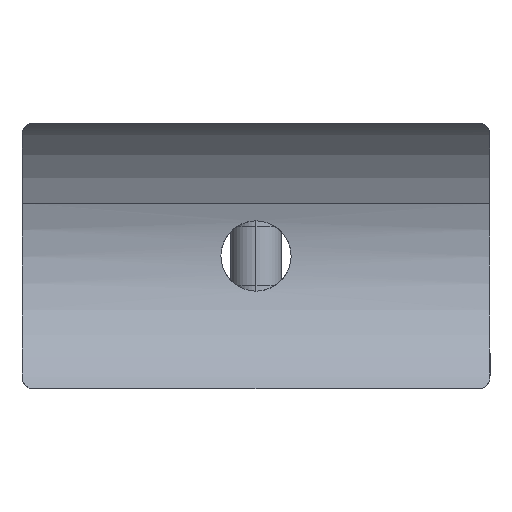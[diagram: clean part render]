
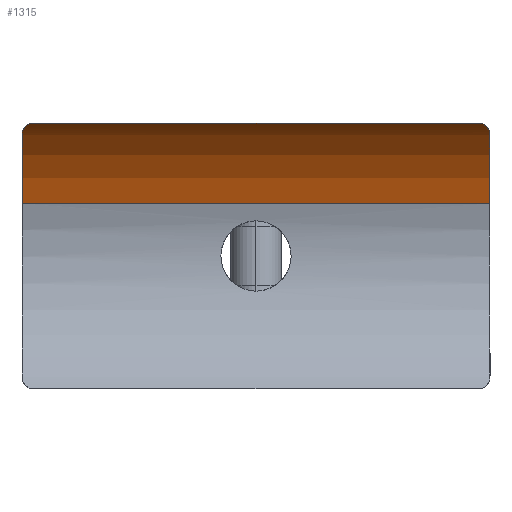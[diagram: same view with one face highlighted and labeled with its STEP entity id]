
A CAD part, left-side view. The second image highlights one B-rep face of the part: STEP entity #1315.
In plain terms, the highlighted cylindrical face has radius 21.2 mm (diameter 42.4 mm), a partial arc.
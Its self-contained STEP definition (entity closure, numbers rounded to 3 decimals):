
#10 = CARTESIAN_POINT ( 'NONE',  ( -62.437, 29.889, 16.126 ) ) ;
#143 = CARTESIAN_POINT ( 'NONE',  ( -56.103, -39., 6.75 ) ) ;
#149 = DIRECTION ( 'NONE',  ( 0., -1., 0. ) ) ;
#191 = VECTOR ( 'NONE', #1665, 1000. ) ;
#231 = EDGE_CURVE ( 'NONE', #2077, #1320, #2278, .T. ) ;
#315 = CARTESIAN_POINT ( 'NONE',  ( -63.534, 28.874, 17. ) ) ;
#380 = VERTEX_POINT ( 'NONE', #1463 ) ;
#395 = CARTESIAN_POINT ( 'NONE',  ( -63.534, -28.874, 17. ) ) ;
#429 = EDGE_CURVE ( 'NONE', #380, #1320, #931, .T. ) ;
#430 = CARTESIAN_POINT ( 'NONE',  ( -62.597, -29.825, 16.262 ) ) ;
#460 = EDGE_LOOP ( 'NONE', ( #714, #2702, #637, #1618, #2217, #3448 ) ) ;
#529 = CARTESIAN_POINT ( 'NONE',  ( -61.777, 30., 15.538 ) ) ;
#530 = CARTESIAN_POINT ( 'NONE',  ( -62.599, 29.825, 16.263 ) ) ;
#585 = CARTESIAN_POINT ( 'NONE',  ( -62.915, 29.648, 16.522 ) ) ;
#637 = ORIENTED_EDGE ( 'NONE', *, *, #3430, .T. ) ;
#655 = DIRECTION ( 'NONE',  ( 0., -1., 0. ) ) ;
#675 = CARTESIAN_POINT ( 'NONE',  ( -76.2, -30., 0. ) ) ;
#703 = VERTEX_POINT ( 'NONE', #3358 ) ;
#713 = CARTESIAN_POINT ( 'NONE',  ( -63.335, -29.247, 16.851 ) ) ;
#714 = ORIENTED_EDGE ( 'NONE', *, *, #1971, .F. ) ;
#757 = FACE_OUTER_BOUND ( 'NONE', #460, .T. ) ;
#931 = CIRCLE ( 'NONE', #3033, 21.2 ) ;
#960 = CARTESIAN_POINT ( 'NONE',  ( -62.432, -29.891, 16.123 ) ) ;
#1034 = CARTESIAN_POINT ( 'NONE',  ( -63.534, -28.874, 17. ) ) ;
#1091 = CARTESIAN_POINT ( 'NONE',  ( -63.337, 29.244, 16.852 ) ) ;
#1217 = DIRECTION ( 'NONE',  ( 0., 1., 0. ) ) ;
#1224 = B_SPLINE_CURVE_WITH_KNOTS ( 'NONE', 3,
 ( #2978, #1885, #2465, #960, #430, #1319, #1850, #1297, #713, #2995, #3599, #1034 ),
 .UNSPECIFIED., .F., .F.,
 ( 4, 2, 2, 2, 2, 4 ),
 ( 0., 0.001, 0.001, 0.002, 0.002, 0.003 ),
 .UNSPECIFIED. ) ;
#1297 = CARTESIAN_POINT ( 'NONE',  ( -63.272, -29.324, 16.802 ) ) ;
#1315 = ADVANCED_FACE ( 'NONE', ( #757 ), #1904, .F. ) ;
#1319 = CARTESIAN_POINT ( 'NONE',  ( -62.914, -29.649, 16.521 ) ) ;
#1320 = VERTEX_POINT ( 'NONE', #529 ) ;
#1463 = CARTESIAN_POINT ( 'NONE',  ( -56.103, 30., 6.75 ) ) ;
#1618 = ORIENTED_EDGE ( 'NONE', *, *, #231, .T. ) ;
#1622 = DIRECTION ( 'NONE',  ( 0., 1., 0. ) ) ;
#1665 = DIRECTION ( 'NONE',  ( 0., 1., 0. ) ) ;
#1678 = CARTESIAN_POINT ( 'NONE',  ( -62.108, 29.977, 15.84 ) ) ;
#1716 = AXIS2_PLACEMENT_3D ( 'NONE', #675, #1217, #2372 ) ;
#1850 = CARTESIAN_POINT ( 'NONE',  ( -63.067, -29.537, 16.643 ) ) ;
#1866 = VERTEX_POINT ( 'NONE', #395 ) ;
#1884 = EDGE_CURVE ( 'NONE', #380, #1890, #3249, .T. ) ;
#1885 = CARTESIAN_POINT ( 'NONE',  ( -61.941, -30., 15.69 ) ) ;
#1890 = VERTEX_POINT ( 'NONE', #2393 ) ;
#1904 = CYLINDRICAL_SURFACE ( 'NONE', #3449, 21.2 ) ;
#1971 = EDGE_CURVE ( 'NONE', #703, #1890, #3452, .T. ) ;
#2077 = VERTEX_POINT ( 'NONE', #315 ) ;
#2217 = ORIENTED_EDGE ( 'NONE', *, *, #429, .F. ) ;
#2238 = CARTESIAN_POINT ( 'NONE',  ( -63.273, 29.323, 16.803 ) ) ;
#2278 = B_SPLINE_CURVE_WITH_KNOTS ( 'NONE', 3,
 ( #2832, #3137, #3658, #1091, #2238, #3406, #585, #530, #10, #1678, #2540, #3677 ),
 .UNSPECIFIED., .F., .F.,
 ( 4, 2, 2, 2, 2, 4 ),
 ( 0., 0., 0.001, 0.001, 0.002, 0.003 ),
 .UNSPECIFIED. ) ;
#2372 = DIRECTION ( 'NONE',  ( -1., 0., 0. ) ) ;
#2393 = CARTESIAN_POINT ( 'NONE',  ( -56.103, -30., 6.75 ) ) ;
#2412 = DIRECTION ( 'NONE',  ( 1., 0., 0. ) ) ;
#2465 = CARTESIAN_POINT ( 'NONE',  ( -62.105, -29.978, 15.838 ) ) ;
#2477 = LINE ( 'NONE', #3333, #191 ) ;
#2502 = VECTOR ( 'NONE', #655, 1000. ) ;
#2540 = CARTESIAN_POINT ( 'NONE',  ( -61.941, 30., 15.69 ) ) ;
#2702 = ORIENTED_EDGE ( 'NONE', *, *, #2826, .T. ) ;
#2774 = DIRECTION ( 'NONE',  ( 0., 0., 1. ) ) ;
#2826 = EDGE_CURVE ( 'NONE', #703, #1866, #1224, .T. ) ;
#2832 = CARTESIAN_POINT ( 'NONE',  ( -63.534, 28.874, 17. ) ) ;
#2978 = CARTESIAN_POINT ( 'NONE',  ( -61.777, -30., 15.538 ) ) ;
#2995 = CARTESIAN_POINT ( 'NONE',  ( -63.449, -29.073, 16.937 ) ) ;
#3033 = AXIS2_PLACEMENT_3D ( 'NONE', #3289, #149, #2412 ) ;
#3051 = CARTESIAN_POINT ( 'NONE',  ( -76.2, -39., 0. ) ) ;
#3137 = CARTESIAN_POINT ( 'NONE',  ( -63.497, 28.978, 16.973 ) ) ;
#3249 = LINE ( 'NONE', #143, #2502 ) ;
#3289 = CARTESIAN_POINT ( 'NONE',  ( -76.2, 30., 0. ) ) ;
#3333 = CARTESIAN_POINT ( 'NONE',  ( -63.534, -39., 17. ) ) ;
#3358 = CARTESIAN_POINT ( 'NONE',  ( -61.777, -30., 15.538 ) ) ;
#3406 = CARTESIAN_POINT ( 'NONE',  ( -63.068, 29.535, 16.644 ) ) ;
#3430 = EDGE_CURVE ( 'NONE', #1866, #2077, #2477, .T. ) ;
#3448 = ORIENTED_EDGE ( 'NONE', *, *, #1884, .T. ) ;
#3449 = AXIS2_PLACEMENT_3D ( 'NONE', #3051, #1622, #2774 ) ;
#3452 = CIRCLE ( 'NONE', #1716, 21.2 ) ;
#3599 = CARTESIAN_POINT ( 'NONE',  ( -63.497, -28.977, 16.973 ) ) ;
#3658 = CARTESIAN_POINT ( 'NONE',  ( -63.449, 29.071, 16.937 ) ) ;
#3677 = CARTESIAN_POINT ( 'NONE',  ( -61.777, 30., 15.538 ) ) ;
